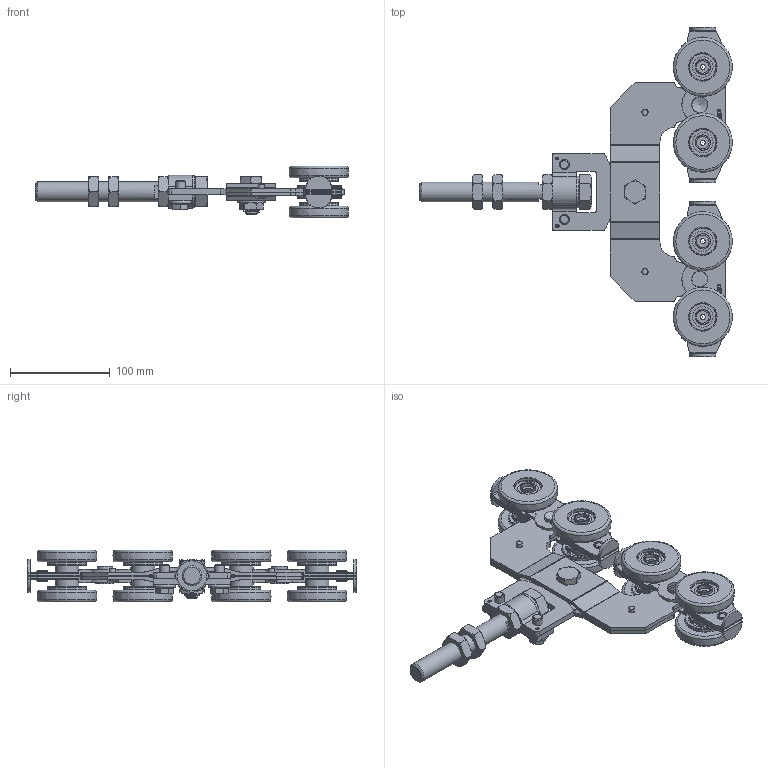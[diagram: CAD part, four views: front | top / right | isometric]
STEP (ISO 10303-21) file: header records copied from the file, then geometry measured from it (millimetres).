
FILE_DESCRIPTION(/* description */ (''),/* implementation_level */ '2;1');
FILE_NAME(/* name */ '9268SL.stp',/* time_stamp */ '2021-06-25T10:15:39+02:00',/* author */ ('SIMMETF'),/* organization */ (''),/* preprocessor_version */ 'ST-DEVELOPER v18.1',/* originating_system */ 'Autodesk Inventor 2021',/* authorisation */ '');
FILE_SCHEMA (('AUTOMOTIVE_DESIGN { 1 0 10303 214 3 1 1 }'));
Products named in the file (1): Pièce1
Bounding box: 314.35 x 331 x 52.2 mm (x, y, z)
Volume: 684099.1 mm3; surface area: 353693.3 mm2
Topology: 59 solids, 67 shells, 2523 faces, 6407 edges, 3965 vertices
Faces by surface type: plane 1141, cylinder 700, torus 246, bspline 226, sphere 114, cone 96
Full cylindrical faces by diameter (mm): 1.342 x4, 1.458 x4, 2.5 x16, 5.2 x16, 6 x2, 6.2 x4, 8.376 x2, 10 x2, 10.1 x2, 10.4 x8, 11.835 x1, 12 x5, 12.5 x8, 14.2 x1, 14.8 x8, 15 x8, 15.2 x8, 15.8 x2, 16 x1, 16.2 x15, 17.294 x3, 18 x2, 20 x10, 20.542 x16, 24 x8, 26.458 x16, 27.7 x1, 28 x9, 32 x25, 34.4 x8
Entity records: 82329 total; most frequent: CARTESIAN_POINT 19831, ORIENTED_EDGE 12586, DIRECTION 12343, EDGE_CURVE 6293, AXIS2_PLACEMENT_3D 4749, VERTEX_POINT 3965, EDGE_LOOP 2908, LINE 2845
